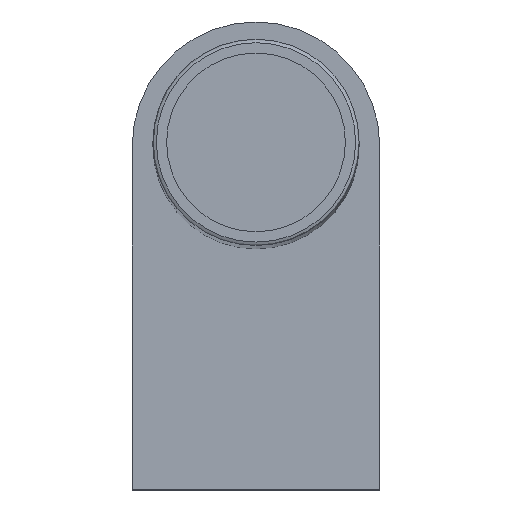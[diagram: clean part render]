
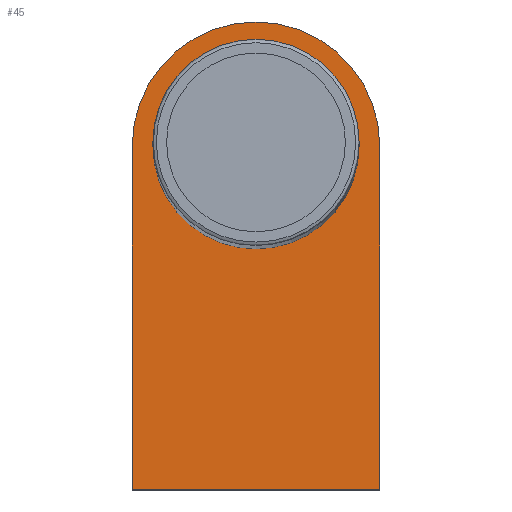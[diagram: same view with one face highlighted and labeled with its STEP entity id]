
A CAD part, top view. The second image highlights one B-rep face of the part: STEP entity #45.
In plain terms, the highlighted planar face has unit normal (0, 0, 1).
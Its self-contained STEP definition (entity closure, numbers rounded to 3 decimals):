
#45 = ADVANCED_FACE( '', ( #104, #105 ), #106, .T. );
#104 = FACE_BOUND( '', #190, .T. );
#105 = FACE_OUTER_BOUND( '', #191, .T. );
#106 = PLANE( '', #192 );
#190 = EDGE_LOOP( '', ( #270 ) );
#191 = EDGE_LOOP( '', ( #271, #272, #273, #274 ) );
#192 = AXIS2_PLACEMENT_3D( '', #275, #276, #277 );
#270 = ORIENTED_EDGE( '', *, *, #408, .F. );
#271 = ORIENTED_EDGE( '', *, *, #409, .T. );
#272 = ORIENTED_EDGE( '', *, *, #410, .T. );
#273 = ORIENTED_EDGE( '', *, *, #411, .T. );
#274 = ORIENTED_EDGE( '', *, *, #412, .T. );
#275 = CARTESIAN_POINT( '', ( 0., 50., 18. ) );
#276 = DIRECTION( '', ( 0., 0., 1. ) );
#277 = DIRECTION( '', ( 1., 0., 0. ) );
#408 = EDGE_CURVE( '', #457, #457, #458, .T. );
#409 = EDGE_CURVE( '', #459, #460, #461, .T. );
#410 = EDGE_CURVE( '', #460, #462, #463, .T. );
#411 = EDGE_CURVE( '', #462, #464, #465, .T. );
#412 = EDGE_CURVE( '', #464, #459, #466, .T. );
#457 = VERTEX_POINT( '', #526 );
#458 = CIRCLE( '', #527, 15. );
#459 = VERTEX_POINT( '', #528 );
#460 = VERTEX_POINT( '', #529 );
#461 = CIRCLE( '', #530, 18. );
#462 = VERTEX_POINT( '', #531 );
#463 = LINE( '', #532, #533 );
#464 = VERTEX_POINT( '', #534 );
#465 = LINE( '', #535, #536 );
#466 = LINE( '', #537, #538 );
#526 = CARTESIAN_POINT( '', ( 15., 50., 18. ) );
#527 = AXIS2_PLACEMENT_3D( '', #604, #605, #606 );
#528 = CARTESIAN_POINT( '', ( 18., 50., 18. ) );
#529 = CARTESIAN_POINT( '', ( -18., 50., 18. ) );
#530 = AXIS2_PLACEMENT_3D( '', #607, #608, #609 );
#531 = CARTESIAN_POINT( '', ( -18., 0., 18. ) );
#532 = CARTESIAN_POINT( '', ( -18., 50., 18. ) );
#533 = VECTOR( '', #610, 1000. );
#534 = CARTESIAN_POINT( '', ( 18., 0., 18. ) );
#535 = CARTESIAN_POINT( '', ( -18., 0., 18. ) );
#536 = VECTOR( '', #611, 1000. );
#537 = CARTESIAN_POINT( '', ( 18., 0., 18. ) );
#538 = VECTOR( '', #612, 1000. );
#604 = CARTESIAN_POINT( '', ( 0., 50., 18. ) );
#605 = DIRECTION( '', ( 0., 0., 1. ) );
#606 = DIRECTION( '', ( 1., 0., 0. ) );
#607 = CARTESIAN_POINT( '', ( 0., 50., 18. ) );
#608 = DIRECTION( '', ( 0., 0., 1. ) );
#609 = DIRECTION( '', ( 1., 0., 0. ) );
#610 = DIRECTION( '', ( 0., -1., 0. ) );
#611 = DIRECTION( '', ( 1., 0., 0. ) );
#612 = DIRECTION( '', ( 0., 1., 0. ) );
